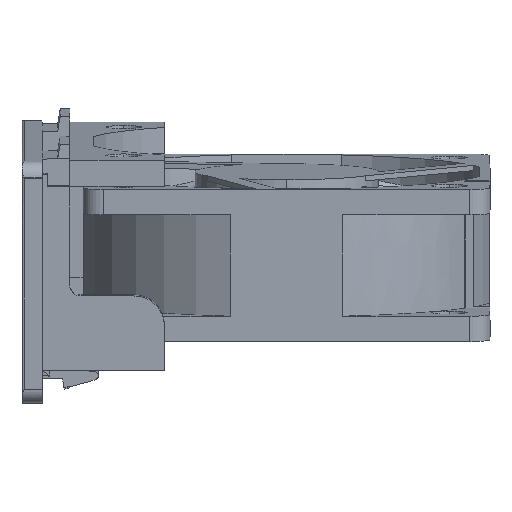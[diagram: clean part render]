
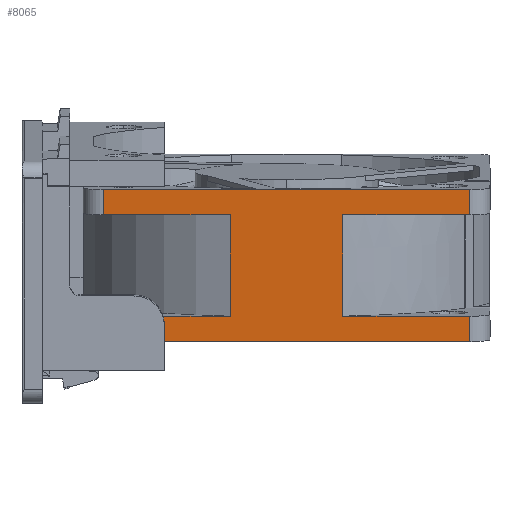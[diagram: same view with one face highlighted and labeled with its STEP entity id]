
A CAD part, left-side view. The second image highlights one B-rep face of the part: STEP entity #8065.
In plain terms, the highlighted planar face has unit normal (-0.996, 0, -0.087).
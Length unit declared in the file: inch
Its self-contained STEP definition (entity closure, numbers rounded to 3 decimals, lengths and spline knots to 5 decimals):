
#118 = EDGE_CURVE ( 'NONE', #5059, #11265, #4531, .T. ) ;
#142 = ORIENTED_EDGE ( 'NONE', *, *, #118, .T. ) ;
#191 = CARTESIAN_POINT ( 'NONE',  ( -3.34732, 1.34252, 0.45485 ) ) ;
#376 = VECTOR ( 'NONE', #4509, 39.37008 ) ;
#396 = EDGE_CURVE ( 'NONE', #9277, #5493, #4047, .T. ) ;
#459 = PLANE ( 'NONE',  #5165 ) ;
#512 = CARTESIAN_POINT ( 'NONE',  ( -3.313, 2.05119, 0.06264 ) ) ;
#533 = VECTOR ( 'NONE', #11275, 39.37008 ) ;
#668 = CARTESIAN_POINT ( 'NONE',  ( -3.30443, 2.05119, -0.03541 ) ) ;
#786 = EDGE_CURVE ( 'NONE', #2518, #4787, #2107, .T. ) ;
#993 = DIRECTION ( 'NONE',  ( 0., -1., 0. ) ) ;
#1027 = EDGE_CURVE ( 'NONE', #4787, #9277, #10264, .T. ) ;
#1098 = VERTEX_POINT ( 'NONE', #512 ) ;
#1100 = EDGE_CURVE ( 'NONE', #1098, #9751, #4303, .T. ) ;
#1406 = CARTESIAN_POINT ( 'NONE',  ( -3.30443, 2.12992, -0.03541 ) ) ;
#1457 = DIRECTION ( 'NONE',  ( -0.996, 0., -0.087 ) ) ;
#1578 = CARTESIAN_POINT ( 'NONE',  ( -3.313, 0.63385, 0.06264 ) ) ;
#1935 = CARTESIAN_POINT ( 'NONE',  ( -3.34732, 0.63385, 0.45485 ) ) ;
#2014 = CARTESIAN_POINT ( 'NONE',  ( -3.30443, 2.05119, -0.03541 ) ) ;
#2107 = LINE ( 'NONE', #191, #11861 ) ;
#2251 = DIRECTION ( 'NONE',  ( -0.087, 0., 0.996 ) ) ;
#2278 = DIRECTION ( 'NONE',  ( -0.087, 0., 0.996 ) ) ;
#2287 = CARTESIAN_POINT ( 'NONE',  ( -3.3559, 2.12992, 0.5529 ) ) ;
#2518 = VERTEX_POINT ( 'NONE', #1935 ) ;
#2545 = LINE ( 'NONE', #2287, #533 ) ;
#2601 = EDGE_CURVE ( 'NONE', #2841, #3597, #2545, .T. ) ;
#2841 = VERTEX_POINT ( 'NONE', #9609 ) ;
#2981 = CARTESIAN_POINT ( 'NONE',  ( -3.313, 1.34252, 0.06264 ) ) ;
#3191 = VERTEX_POINT ( 'NONE', #7056 ) ;
#3324 = ORIENTED_EDGE ( 'NONE', *, *, #12098, .T. ) ;
#3417 = CARTESIAN_POINT ( 'NONE',  ( -3.30443, 2.12992, -0.03541 ) ) ;
#3435 = LINE ( 'NONE', #12819, #3743 ) ;
#3545 = CARTESIAN_POINT ( 'NONE',  ( -3.313, 2.12992, 0.06264 ) ) ;
#3597 = VERTEX_POINT ( 'NONE', #9794 ) ;
#3743 = VECTOR ( 'NONE', #6785, 39.37008 ) ;
#3907 = VECTOR ( 'NONE', #4369, 39.37008 ) ;
#4047 = LINE ( 'NONE', #2981, #12072 ) ;
#4303 = LINE ( 'NONE', #3545, #6960 ) ;
#4305 = VECTOR ( 'NONE', #8020, 39.37008 ) ;
#4369 = DIRECTION ( 'NONE',  ( 0., -1., 0. ) ) ;
#4509 = DIRECTION ( 'NONE',  ( 0.087, 0., -0.996 ) ) ;
#4531 = LINE ( 'NONE', #1406, #3907 ) ;
#4676 = VECTOR ( 'NONE', #2278, 39.37008 ) ;
#4787 = VERTEX_POINT ( 'NONE', #6484 ) ;
#5059 = VERTEX_POINT ( 'NONE', #668 ) ;
#5096 = DIRECTION ( 'NONE',  ( -0.087, 0., 0.996 ) ) ;
#5165 = AXIS2_PLACEMENT_3D ( 'NONE', #3417, #1457, #8449 ) ;
#5342 = CARTESIAN_POINT ( 'NONE',  ( -3.34732, 1.56017, 0.45485 ) ) ;
#5493 = VERTEX_POINT ( 'NONE', #1578 ) ;
#5938 = LINE ( 'NONE', #10096, #7936 ) ;
#5977 = EDGE_CURVE ( 'NONE', #2518, #3597, #7334, .T. ) ;
#6094 = EDGE_CURVE ( 'NONE', #3191, #10824, #3435, .T. ) ;
#6264 = ORIENTED_EDGE ( 'NONE', *, *, #9133, .F. ) ;
#6484 = CARTESIAN_POINT ( 'NONE',  ( -3.34732, 1.12487, 0.45485 ) ) ;
#6566 = VECTOR ( 'NONE', #2251, 39.37008 ) ;
#6785 = DIRECTION ( 'NONE',  ( 0., -1., 0. ) ) ;
#6960 = VECTOR ( 'NONE', #11585, 39.37008 ) ;
#7001 = ORIENTED_EDGE ( 'NONE', *, *, #1027, .F. ) ;
#7056 = CARTESIAN_POINT ( 'NONE',  ( -3.34732, 2.05119, 0.45485 ) ) ;
#7229 = EDGE_LOOP ( 'NONE', ( #142, #10568, #10826, #7001, #10503, #11149, #9555, #7996, #8349, #6264, #9502, #3324 ) ) ;
#7278 = CARTESIAN_POINT ( 'NONE',  ( -3.30443, 0.63385, -0.03541 ) ) ;
#7334 = LINE ( 'NONE', #7278, #4676 ) ;
#7392 = CARTESIAN_POINT ( 'NONE',  ( -3.30443, 0.63385, -0.03541 ) ) ;
#7440 = CARTESIAN_POINT ( 'NONE',  ( -3.33016, 1.12487, 0.25875 ) ) ;
#7936 = VECTOR ( 'NONE', #5096, 39.37008 ) ;
#7996 = ORIENTED_EDGE ( 'NONE', *, *, #8216, .T. ) ;
#8020 = DIRECTION ( 'NONE',  ( 0.087, 0., -0.996 ) ) ;
#8065 = ADVANCED_FACE ( 'NONE', ( #9590 ), #459, .T. ) ;
#8216 = EDGE_CURVE ( 'NONE', #2841, #3191, #10710, .T. ) ;
#8253 = CARTESIAN_POINT ( 'NONE',  ( -3.313, 1.56017, 0.06264 ) ) ;
#8349 = ORIENTED_EDGE ( 'NONE', *, *, #6094, .T. ) ;
#8449 = DIRECTION ( 'NONE',  ( -0.087, 0., 0.996 ) ) ;
#9133 = EDGE_CURVE ( 'NONE', #9751, #10824, #11300, .T. ) ;
#9277 = VERTEX_POINT ( 'NONE', #11493 ) ;
#9502 = ORIENTED_EDGE ( 'NONE', *, *, #1100, .F. ) ;
#9555 = ORIENTED_EDGE ( 'NONE', *, *, #2601, .F. ) ;
#9590 = FACE_OUTER_BOUND ( 'NONE', #7229, .T. ) ;
#9609 = CARTESIAN_POINT ( 'NONE',  ( -3.3559, 2.05119, 0.5529 ) ) ;
#9729 = EDGE_CURVE ( 'NONE', #11265, #5493, #5938, .T. ) ;
#9751 = VERTEX_POINT ( 'NONE', #11523 ) ;
#9794 = CARTESIAN_POINT ( 'NONE',  ( -3.3559, 0.63385, 0.5529 ) ) ;
#9948 = VECTOR ( 'NONE', #10478, 39.37008 ) ;
#10096 = CARTESIAN_POINT ( 'NONE',  ( -3.30443, 0.63385, -0.03541 ) ) ;
#10264 = LINE ( 'NONE', #7440, #9948 ) ;
#10478 = DIRECTION ( 'NONE',  ( 0.087, 0., -0.996 ) ) ;
#10503 = ORIENTED_EDGE ( 'NONE', *, *, #786, .F. ) ;
#10568 = ORIENTED_EDGE ( 'NONE', *, *, #9729, .T. ) ;
#10710 = LINE ( 'NONE', #11558, #376 ) ;
#10824 = VERTEX_POINT ( 'NONE', #5342 ) ;
#10826 = ORIENTED_EDGE ( 'NONE', *, *, #396, .F. ) ;
#11149 = ORIENTED_EDGE ( 'NONE', *, *, #5977, .T. ) ;
#11189 = DIRECTION ( 'NONE',  ( 0., 1., 0. ) ) ;
#11265 = VERTEX_POINT ( 'NONE', #7392 ) ;
#11275 = DIRECTION ( 'NONE',  ( 0., -1., 0. ) ) ;
#11300 = LINE ( 'NONE', #8253, #6566 ) ;
#11493 = CARTESIAN_POINT ( 'NONE',  ( -3.313, 1.12487, 0.06264 ) ) ;
#11523 = CARTESIAN_POINT ( 'NONE',  ( -3.313, 1.56017, 0.06264 ) ) ;
#11558 = CARTESIAN_POINT ( 'NONE',  ( -3.30443, 2.05119, -0.03541 ) ) ;
#11585 = DIRECTION ( 'NONE',  ( 0., -1., 0. ) ) ;
#11861 = VECTOR ( 'NONE', #11189, 39.37008 ) ;
#12072 = VECTOR ( 'NONE', #993, 39.37008 ) ;
#12098 = EDGE_CURVE ( 'NONE', #1098, #5059, #12186, .T. ) ;
#12186 = LINE ( 'NONE', #2014, #4305 ) ;
#12819 = CARTESIAN_POINT ( 'NONE',  ( -3.34732, 2.12992, 0.45485 ) ) ;
